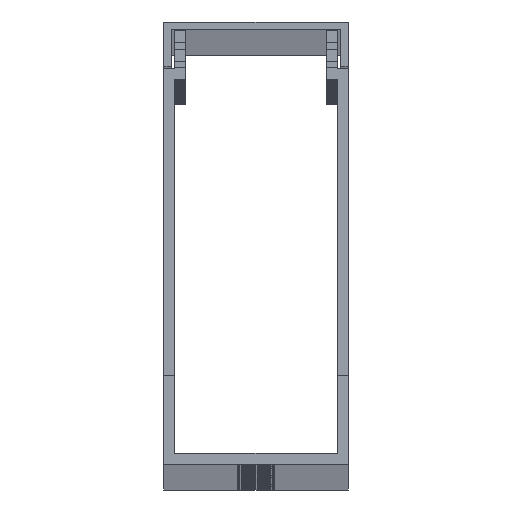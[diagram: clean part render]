
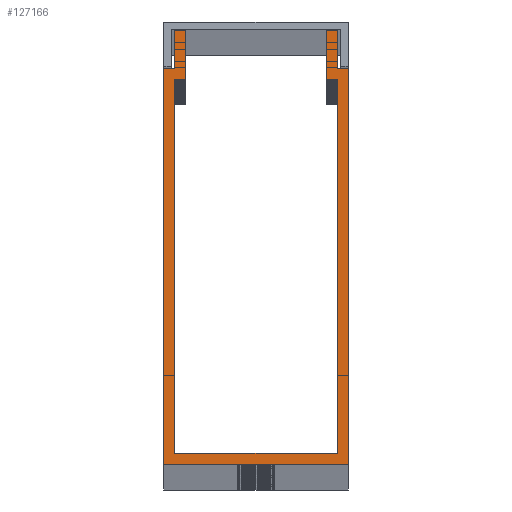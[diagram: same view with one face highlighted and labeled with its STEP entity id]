
A CAD part, top view. The second image highlights one B-rep face of the part: STEP entity #127166.
In plain terms, the highlighted planar face has unit normal (0, 0, 1).
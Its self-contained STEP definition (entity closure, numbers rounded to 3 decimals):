
#3572 = CARTESIAN_POINT ( 'NONE',  ( 11., 1.5, 1000. ) ) ;
#4043 = LINE ( 'NONE', #27690, #128326 ) ;
#5414 = DIRECTION ( 'NONE',  ( 1., 0., 0. ) ) ;
#6368 = EDGE_CURVE ( 'NONE', #15557, #38540, #200585, .T. ) ;
#7974 = ORIENTED_EDGE ( 'NONE', *, *, #177726, .T. ) ;
#10878 = VERTEX_POINT ( 'NONE', #113639 ) ;
#14242 = ORIENTED_EDGE ( 'NONE', *, *, #80029, .T. ) ;
#14786 = EDGE_CURVE ( 'NONE', #55048, #202496, #27730, .T. ) ;
#15557 = VERTEX_POINT ( 'NONE', #64547 ) ;
#16139 = DIRECTION ( 'NONE',  ( 1., 0., 0. ) ) ;
#19985 = VERTEX_POINT ( 'NONE', #159163 ) ;
#20716 = ORIENTED_EDGE ( 'NONE', *, *, #192809, .T. ) ;
#21827 = ORIENTED_EDGE ( 'NONE', *, *, #169598, .T. ) ;
#22019 = VECTOR ( 'NONE', #131506, 1000. ) ;
#22135 = CARTESIAN_POINT ( 'NONE',  ( -12.5, 0., 1000. ) ) ;
#22428 = VECTOR ( 'NONE', #152172, 1000. ) ;
#23918 = CARTESIAN_POINT ( 'NONE',  ( -11., 52.25, 1000. ) ) ;
#24649 = VECTOR ( 'NONE', #94688, 1000. ) ;
#26268 = DIRECTION ( 'NONE',  ( -1., 0., 0. ) ) ;
#27690 = CARTESIAN_POINT ( 'NONE',  ( -9.5, 58.8, 1000. ) ) ;
#27718 = CARTESIAN_POINT ( 'NONE',  ( 12.5, 53.75, 1000. ) ) ;
#27730 = LINE ( 'NONE', #84177, #22428 ) ;
#28349 = CARTESIAN_POINT ( 'NONE',  ( -9.5, 52.25, 1000. ) ) ;
#32349 = VERTEX_POINT ( 'NONE', #164575 ) ;
#33771 = LINE ( 'NONE', #56251, #73492 ) ;
#35803 = VERTEX_POINT ( 'NONE', #22135 ) ;
#36858 = CARTESIAN_POINT ( 'NONE',  ( 9.5, 58.8, 1000. ) ) ;
#38540 = VERTEX_POINT ( 'NONE', #114325 ) ;
#41641 = ORIENTED_EDGE ( 'NONE', *, *, #169909, .T. ) ;
#42996 = VECTOR ( 'NONE', #26268, 1000. ) ;
#44862 = AXIS2_PLACEMENT_3D ( 'NONE', #207787, #106654, #5414 ) ;
#46089 = VECTOR ( 'NONE', #173504, 1000. ) ;
#50603 = EDGE_CURVE ( 'NONE', #32349, #152691, #177796, .T. ) ;
#51038 = VERTEX_POINT ( 'NONE', #23918 ) ;
#53170 = VECTOR ( 'NONE', #147602, 1000. ) ;
#54104 = EDGE_CURVE ( 'NONE', #96033, #161153, #173412, .T. ) ;
#55048 = VERTEX_POINT ( 'NONE', #107574 ) ;
#55736 = LINE ( 'NONE', #81952, #140252 ) ;
#56251 = CARTESIAN_POINT ( 'NONE',  ( 11., 53.75, 1000. ) ) ;
#61427 = CARTESIAN_POINT ( 'NONE',  ( 9.5, 52.25, 1000. ) ) ;
#63033 = CARTESIAN_POINT ( 'NONE',  ( 11., 52.25, 1000. ) ) ;
#64547 = CARTESIAN_POINT ( 'NONE',  ( 9.5, 58.8, 1000. ) ) ;
#67049 = LINE ( 'NONE', #97467, #22019 ) ;
#69696 = LINE ( 'NONE', #178888, #24649 ) ;
#70845 = VECTOR ( 'NONE', #197489, 1000. ) ;
#71412 = CARTESIAN_POINT ( 'NONE',  ( -11., 1.5, 1000. ) ) ;
#73492 = VECTOR ( 'NONE', #191343, 1000. ) ;
#75672 = ORIENTED_EDGE ( 'NONE', *, *, #117820, .T. ) ;
#79928 = DIRECTION ( 'NONE',  ( 0., -1., 0. ) ) ;
#80029 = EDGE_CURVE ( 'NONE', #161153, #131607, #96315, .T. ) ;
#81106 = ORIENTED_EDGE ( 'NONE', *, *, #123282, .T. ) ;
#81952 = CARTESIAN_POINT ( 'NONE',  ( -12.5, 0., 1000. ) ) ;
#84177 = CARTESIAN_POINT ( 'NONE',  ( -12.5, 53.75, 1000. ) ) ;
#87249 = LINE ( 'NONE', #156466, #211331 ) ;
#90964 = EDGE_CURVE ( 'NONE', #140736, #173141, #187943, .T. ) ;
#94688 = DIRECTION ( 'NONE',  ( -1., 0., 0. ) ) ;
#96033 = VERTEX_POINT ( 'NONE', #63033 ) ;
#96315 = LINE ( 'NONE', #105539, #46089 ) ;
#96821 = CARTESIAN_POINT ( 'NONE',  ( -11., 1.5, 1000. ) ) ;
#97467 = CARTESIAN_POINT ( 'NONE',  ( -11., 53.75, 1000. ) ) ;
#98905 = DIRECTION ( 'NONE',  ( 0., -1., 0. ) ) ;
#102078 = ORIENTED_EDGE ( 'NONE', *, *, #54104, .T. ) ;
#105539 = CARTESIAN_POINT ( 'NONE',  ( 11., 1.5, 1000. ) ) ;
#106206 = DIRECTION ( 'NONE',  ( -1., 0., 0. ) ) ;
#106654 = DIRECTION ( 'NONE',  ( 0., 0., 1. ) ) ;
#107574 = CARTESIAN_POINT ( 'NONE',  ( -11., 53.75, 1000. ) ) ;
#110505 = CARTESIAN_POINT ( 'NONE',  ( -11., 58.8, 1000. ) ) ;
#110733 = VECTOR ( 'NONE', #121130, 1000. ) ;
#113639 = CARTESIAN_POINT ( 'NONE',  ( 11., 58.8, 1000. ) ) ;
#114325 = CARTESIAN_POINT ( 'NONE',  ( 9.5, 52.25, 1000. ) ) ;
#115732 = LINE ( 'NONE', #28349, #70845 ) ;
#117820 = EDGE_CURVE ( 'NONE', #10878, #15557, #69696, .T. ) ;
#120224 = ORIENTED_EDGE ( 'NONE', *, *, #145386, .T. ) ;
#121130 = DIRECTION ( 'NONE',  ( 0., -1., 0. ) ) ;
#122800 = EDGE_LOOP ( 'NONE', ( #161687, #21827, #184401, #197340, #41641, #81106, #75672, #185430, #20716, #102078, #14242, #7974, #120224, #206172, #153348, #174640 ) ) ;
#123224 = VECTOR ( 'NONE', #79928, 1000. ) ;
#123282 = EDGE_CURVE ( 'NONE', #173037, #10878, #33771, .T. ) ;
#124624 = CARTESIAN_POINT ( 'NONE',  ( 11., 53.75, 1000. ) ) ;
#127166 = ADVANCED_FACE ( 'NONE', ( #144193 ), #173904, .T. ) ;
#128326 = VECTOR ( 'NONE', #196099, 1000. ) ;
#131506 = DIRECTION ( 'NONE',  ( 0., -1., 0. ) ) ;
#131607 = VERTEX_POINT ( 'NONE', #71412 ) ;
#132185 = LINE ( 'NONE', #61427, #171805 ) ;
#136943 = EDGE_CURVE ( 'NONE', #35803, #140736, #143317, .T. ) ;
#140252 = VECTOR ( 'NONE', #98905, 1000. ) ;
#140736 = VERTEX_POINT ( 'NONE', #186665 ) ;
#143317 = LINE ( 'NONE', #167616, #182964 ) ;
#144193 = FACE_OUTER_BOUND ( 'NONE', #122800, .T. ) ;
#145386 = EDGE_CURVE ( 'NONE', #51038, #19985, #115732, .T. ) ;
#146324 = DIRECTION ( 'NONE',  ( 1., 0., 0. ) ) ;
#147602 = DIRECTION ( 'NONE',  ( 0., 1., 0. ) ) ;
#152172 = DIRECTION ( 'NONE',  ( -1., 0., 0. ) ) ;
#152691 = VERTEX_POINT ( 'NONE', #155095 ) ;
#153348 = ORIENTED_EDGE ( 'NONE', *, *, #50603, .T. ) ;
#154015 = VECTOR ( 'NONE', #180320, 1000. ) ;
#155095 = CARTESIAN_POINT ( 'NONE',  ( -11., 58.8, 1000. ) ) ;
#156466 = CARTESIAN_POINT ( 'NONE',  ( 12.5, 53.75, 1000. ) ) ;
#159163 = CARTESIAN_POINT ( 'NONE',  ( -9.5, 52.25, 1000. ) ) ;
#161153 = VERTEX_POINT ( 'NONE', #3572 ) ;
#161687 = ORIENTED_EDGE ( 'NONE', *, *, #14786, .T. ) ;
#163906 = CARTESIAN_POINT ( 'NONE',  ( 12.5, 0., 1000. ) ) ;
#164575 = CARTESIAN_POINT ( 'NONE',  ( -9.5, 58.8, 1000. ) ) ;
#164910 = CARTESIAN_POINT ( 'NONE',  ( 11., 12.245, 1000. ) ) ;
#167616 = CARTESIAN_POINT ( 'NONE',  ( 12.5, 0., 1000. ) ) ;
#169598 = EDGE_CURVE ( 'NONE', #202496, #35803, #55736, .T. ) ;
#169909 = EDGE_CURVE ( 'NONE', #173141, #173037, #87249, .T. ) ;
#171805 = VECTOR ( 'NONE', #146324, 1000. ) ;
#173037 = VERTEX_POINT ( 'NONE', #124624 ) ;
#173141 = VERTEX_POINT ( 'NONE', #27718 ) ;
#173412 = LINE ( 'NONE', #164910, #123224 ) ;
#173504 = DIRECTION ( 'NONE',  ( -1., 0., 0. ) ) ;
#173671 = CARTESIAN_POINT ( 'NONE',  ( -12.5, 53.75, 1000. ) ) ;
#173904 = PLANE ( 'NONE',  #44862 ) ;
#174640 = ORIENTED_EDGE ( 'NONE', *, *, #206944, .T. ) ;
#177726 = EDGE_CURVE ( 'NONE', #131607, #51038, #193591, .T. ) ;
#177796 = LINE ( 'NONE', #110505, #42996 ) ;
#178888 = CARTESIAN_POINT ( 'NONE',  ( 11., 58.8, 1000. ) ) ;
#180320 = DIRECTION ( 'NONE',  ( 0., 1., 0. ) ) ;
#182964 = VECTOR ( 'NONE', #16139, 1000. ) ;
#184401 = ORIENTED_EDGE ( 'NONE', *, *, #136943, .T. ) ;
#185430 = ORIENTED_EDGE ( 'NONE', *, *, #6368, .T. ) ;
#186665 = CARTESIAN_POINT ( 'NONE',  ( 12.5, 0., 1000. ) ) ;
#187943 = LINE ( 'NONE', #163906, #53170 ) ;
#191343 = DIRECTION ( 'NONE',  ( 0., 1., 0. ) ) ;
#192809 = EDGE_CURVE ( 'NONE', #38540, #96033, #132185, .T. ) ;
#193591 = LINE ( 'NONE', #96821, #154015 ) ;
#196099 = DIRECTION ( 'NONE',  ( 0., 1., 0. ) ) ;
#197340 = ORIENTED_EDGE ( 'NONE', *, *, #90964, .T. ) ;
#197489 = DIRECTION ( 'NONE',  ( 1., 0., 0. ) ) ;
#200585 = LINE ( 'NONE', #36858, #110733 ) ;
#202496 = VERTEX_POINT ( 'NONE', #173671 ) ;
#206172 = ORIENTED_EDGE ( 'NONE', *, *, #218399, .T. ) ;
#206944 = EDGE_CURVE ( 'NONE', #152691, #55048, #67049, .T. ) ;
#207787 = CARTESIAN_POINT ( 'NONE',  ( -11., 53.75, 1000. ) ) ;
#211331 = VECTOR ( 'NONE', #106206, 1000. ) ;
#218399 = EDGE_CURVE ( 'NONE', #19985, #32349, #4043, .T. ) ;
